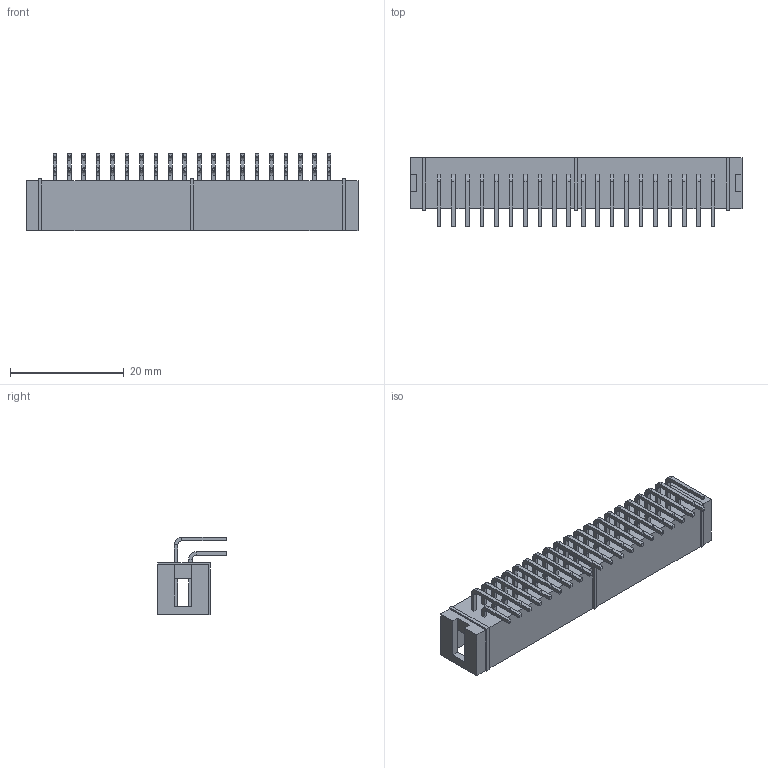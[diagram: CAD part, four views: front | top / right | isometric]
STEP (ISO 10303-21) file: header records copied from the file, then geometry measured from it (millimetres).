
FILE_DESCRIPTION (( 'STEP AP214' ), '1' );
FILE_NAME ('BHR-40.step', '2021-01-16T20:01:48', ( '' ), ( '' ), 'SwSTEP 2.0', 'SolidWorks 2020', '' );
FILE_SCHEMA (( 'AUTOMOTIVE_DESIGN' ));
Length unit declared in the file: millimetre
Products named in the file (1): BHR-40
Bounding box: 58.4 x 12.3 x 13.6 mm (x, y, z)
Volume: 2465.9 mm3; surface area: 5097.4 mm2
Topology: 41 solids, 41 shells, 1249 faces, 2702 edges, 1532 vertices
Faces by surface type: plane 1169, cylinder 80
Entity records: 44294 total; most frequent: CARTESIAN_POINT 5484, ORIENTED_EDGE 5404, DIRECTION 5362, EDGE_CURVE 2702, LINE 2542, VECTOR 2542, VERTEX_POINT 1532, AXIS2_PLACEMENT_3D 1410
